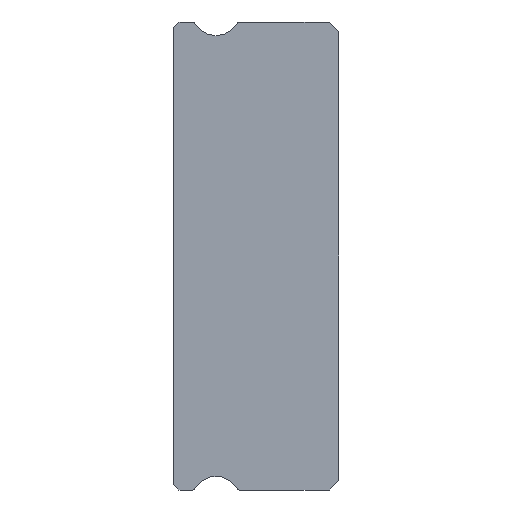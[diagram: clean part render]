
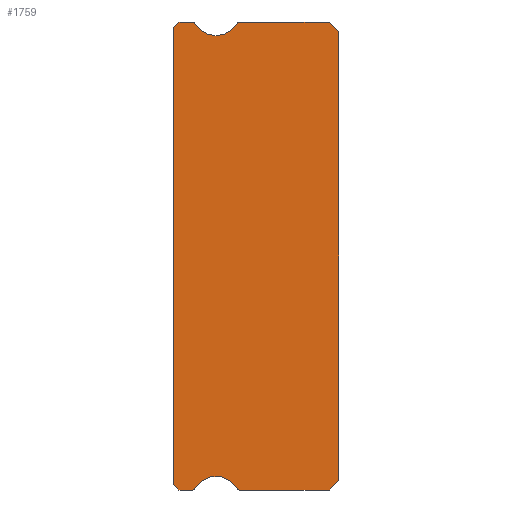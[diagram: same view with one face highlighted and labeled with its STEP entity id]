
A CAD part, left-side view. The second image highlights one B-rep face of the part: STEP entity #1759.
In plain terms, the highlighted planar face has unit normal (-1, 0, 0).
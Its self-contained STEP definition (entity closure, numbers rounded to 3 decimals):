
#52 = AXIS2_PLACEMENT_3D ( 'NONE', #4324, #950, #607 ) ;
#67 = CIRCLE ( 'NONE', #52, 1.25 ) ;
#153 = DIRECTION ( 'NONE',  ( 0., 0., -1. ) ) ;
#158 = EDGE_CURVE ( 'NONE', #2086, #540, #1580, .T. ) ;
#191 = CARTESIAN_POINT ( 'NONE',  ( -15., 0., -11.5 ) ) ;
#193 = EDGE_CURVE ( 'NONE', #540, #351, #1906, .T. ) ;
#197 = VECTOR ( 'NONE', #2987, 1000. ) ;
#212 = VERTEX_POINT ( 'NONE', #191 ) ;
#310 = VERTEX_POINT ( 'NONE', #791 ) ;
#337 = CARTESIAN_POINT ( 'NONE',  ( -15., 7.383, -11.925 ) ) ;
#351 = VERTEX_POINT ( 'NONE', #4472 ) ;
#386 = CARTESIAN_POINT ( 'NONE',  ( -15., 5.088, 11.85 ) ) ;
#401 = VERTEX_POINT ( 'NONE', #5983 ) ;
#427 = LINE ( 'NONE', #1897, #4494 ) ;
#437 = AXIS2_PLACEMENT_3D ( 'NONE', #4412, #2904, #2047 ) ;
#447 = VERTEX_POINT ( 'NONE', #6012 ) ;
#540 = VERTEX_POINT ( 'NONE', #1946 ) ;
#585 = CIRCLE ( 'NONE', #6056, 0.15 ) ;
#589 = DIRECTION ( 'NONE',  ( 0., 1., 0. ) ) ;
#607 = DIRECTION ( 'NONE',  ( 0., 0., -1. ) ) ;
#624 = DIRECTION ( 'NONE',  ( 1., 0., 0. ) ) ;
#633 = ORIENTED_EDGE ( 'NONE', *, *, #2691, .T. ) ;
#638 = CARTESIAN_POINT ( 'NONE',  ( -15., 0.5, 12. ) ) ;
#687 = CARTESIAN_POINT ( 'NONE',  ( -15., 7.512, -11.85 ) ) ;
#731 = ORIENTED_EDGE ( 'NONE', *, *, #1230, .F. ) ;
#791 = CARTESIAN_POINT ( 'NONE',  ( -15., 0.5, 12. ) ) ;
#842 = LINE ( 'NONE', #2229, #4858 ) ;
#869 = ORIENTED_EDGE ( 'NONE', *, *, #5496, .F. ) ;
#921 = DIRECTION ( 'NONE',  ( -1., 0., 0. ) ) ;
#935 = EDGE_CURVE ( 'NONE', #212, #401, #5753, .T. ) ;
#946 = ORIENTED_EDGE ( 'NONE', *, *, #4497, .F. ) ;
#950 = DIRECTION ( 'NONE',  ( -1., 0., 0. ) ) ;
#1007 = CARTESIAN_POINT ( 'NONE',  ( -15., 0., 11.5 ) ) ;
#1021 = DIRECTION ( 'NONE',  ( -1., 0., 0. ) ) ;
#1042 = ORIENTED_EDGE ( 'NONE', *, *, #3846, .F. ) ;
#1094 = LINE ( 'NONE', #2513, #5741 ) ;
#1230 = EDGE_CURVE ( 'NONE', #4889, #447, #585, .T. ) ;
#1240 = DIRECTION ( 'NONE',  ( 1., 0., 0. ) ) ;
#1333 = VERTEX_POINT ( 'NONE', #3727 ) ;
#1397 = CARTESIAN_POINT ( 'NONE',  ( -15., 8.2, -12. ) ) ;
#1399 = CIRCLE ( 'NONE', #1595, 1.25 ) ;
#1409 = EDGE_LOOP ( 'NONE', ( #5257, #1634, #3828, #2773, #1706, #6005, #5532, #2271, #4195, #869, #946, #731, #1042, #4663, #6063, #3090, #633 ) ) ;
#1422 = VECTOR ( 'NONE', #5717, 1000. ) ;
#1478 = PLANE ( 'NONE',  #5764 ) ;
#1488 = DIRECTION ( 'NONE',  ( 0., -1., 0. ) ) ;
#1511 = CARTESIAN_POINT ( 'NONE',  ( -15., 7.512, 11.85 ) ) ;
#1551 = CARTESIAN_POINT ( 'NONE',  ( -15., 7.512, -12. ) ) ;
#1580 = LINE ( 'NONE', #1551, #4466 ) ;
#1595 = AXIS2_PLACEMENT_3D ( 'NONE', #1874, #1021, #3783 ) ;
#1634 = ORIENTED_EDGE ( 'NONE', *, *, #3508, .T. ) ;
#1668 = VERTEX_POINT ( 'NONE', #5956 ) ;
#1706 = ORIENTED_EDGE ( 'NONE', *, *, #5362, .F. ) ;
#1735 = CARTESIAN_POINT ( 'NONE',  ( -15., 0.5, -12. ) ) ;
#1759 = ADVANCED_FACE ( 'NONE', ( #2443 ), #1478, .F. ) ;
#1839 = DIRECTION ( 'NONE',  ( 0., 0., 1. ) ) ;
#1874 = CARTESIAN_POINT ( 'NONE',  ( -15., 6.3, 12.55 ) ) ;
#1897 = CARTESIAN_POINT ( 'NONE',  ( -15., 8.5, 11.85 ) ) ;
#1906 = CIRCLE ( 'NONE', #437, 0.15 ) ;
#1938 = LINE ( 'NONE', #2403, #4188 ) ;
#1946 = CARTESIAN_POINT ( 'NONE',  ( -15., 5.088, -12. ) ) ;
#2047 = DIRECTION ( 'NONE',  ( 0., 0., -1. ) ) ;
#2086 = VERTEX_POINT ( 'NONE', #1735 ) ;
#2094 = VERTEX_POINT ( 'NONE', #337 ) ;
#2141 = VERTEX_POINT ( 'NONE', #3541 ) ;
#2216 = EDGE_CURVE ( 'NONE', #1333, #3296, #427, .T. ) ;
#2229 = CARTESIAN_POINT ( 'NONE',  ( -15., 0., -11.5 ) ) ;
#2271 = ORIENTED_EDGE ( 'NONE', *, *, #3745, .F. ) ;
#2293 = CIRCLE ( 'NONE', #5994, 0.15 ) ;
#2348 = DIRECTION ( 'NONE',  ( 1., 0., 0. ) ) ;
#2403 = CARTESIAN_POINT ( 'NONE',  ( -15., 8.2, 12. ) ) ;
#2420 = CARTESIAN_POINT ( 'NONE',  ( -15., 7.512, -12. ) ) ;
#2443 = FACE_OUTER_BOUND ( 'NONE', #1409, .T. ) ;
#2513 = CARTESIAN_POINT ( 'NONE',  ( -15., 8.5, 11.7 ) ) ;
#2691 = EDGE_CURVE ( 'NONE', #4531, #3296, #1094, .T. ) ;
#2720 = DIRECTION ( 'NONE',  ( 0., 0.707, -0.707 ) ) ;
#2773 = ORIENTED_EDGE ( 'NONE', *, *, #4652, .F. ) ;
#2867 = DIRECTION ( 'NONE',  ( 0., 0., -1. ) ) ;
#2904 = DIRECTION ( 'NONE',  ( 1., 0., 0. ) ) ;
#2978 = CARTESIAN_POINT ( 'NONE',  ( -15., 8.5, 11.7 ) ) ;
#2987 = DIRECTION ( 'NONE',  ( 0., -1., 0. ) ) ;
#3004 = VERTEX_POINT ( 'NONE', #5883 ) ;
#3090 = ORIENTED_EDGE ( 'NONE', *, *, #4843, .T. ) ;
#3251 = DIRECTION ( 'NONE',  ( 0., 0., -1. ) ) ;
#3296 = VERTEX_POINT ( 'NONE', #2978 ) ;
#3303 = CARTESIAN_POINT ( 'NONE',  ( -15., 7.512, -12. ) ) ;
#3381 = CARTESIAN_POINT ( 'NONE',  ( -15., 5.217, 11.925 ) ) ;
#3508 = EDGE_CURVE ( 'NONE', #1333, #3004, #4682, .T. ) ;
#3541 = CARTESIAN_POINT ( 'NONE',  ( -15., 6.3, 11.3 ) ) ;
#3567 = VERTEX_POINT ( 'NONE', #3303 ) ;
#3727 = CARTESIAN_POINT ( 'NONE',  ( -15., 8.5, -11.7 ) ) ;
#3745 = EDGE_CURVE ( 'NONE', #212, #2086, #842, .T. ) ;
#3783 = DIRECTION ( 'NONE',  ( 0., 0., -1. ) ) ;
#3791 = VECTOR ( 'NONE', #4418, 1000. ) ;
#3819 = CARTESIAN_POINT ( 'NONE',  ( -15., 8.2, 12. ) ) ;
#3828 = ORIENTED_EDGE ( 'NONE', *, *, #5687, .T. ) ;
#3846 = EDGE_CURVE ( 'NONE', #2141, #4889, #1399, .T. ) ;
#3868 = AXIS2_PLACEMENT_3D ( 'NONE', #5963, #624, #153 ) ;
#3985 = CIRCLE ( 'NONE', #6025, 1.25 ) ;
#4020 = LINE ( 'NONE', #638, #3791 ) ;
#4188 = VECTOR ( 'NONE', #589, 1000. ) ;
#4195 = ORIENTED_EDGE ( 'NONE', *, *, #935, .T. ) ;
#4290 = LINE ( 'NONE', #2420, #5172 ) ;
#4324 = CARTESIAN_POINT ( 'NONE',  ( -15., 6.3, -12.55 ) ) ;
#4361 = CIRCLE ( 'NONE', #3868, 0.15 ) ;
#4379 = DIRECTION ( 'NONE',  ( 0., 0.707, -0.707 ) ) ;
#4412 = CARTESIAN_POINT ( 'NONE',  ( -15., 5.088, -11.85 ) ) ;
#4414 = EDGE_CURVE ( 'NONE', #4522, #1668, #4361, .T. ) ;
#4418 = DIRECTION ( 'NONE',  ( 0., -0.707, -0.707 ) ) ;
#4466 = VECTOR ( 'NONE', #4877, 1000. ) ;
#4472 = CARTESIAN_POINT ( 'NONE',  ( -15., 5.217, -11.925 ) ) ;
#4494 = VECTOR ( 'NONE', #1839, 1000. ) ;
#4497 = EDGE_CURVE ( 'NONE', #447, #310, #4840, .T. ) ;
#4522 = VERTEX_POINT ( 'NONE', #5800 ) ;
#4531 = VERTEX_POINT ( 'NONE', #3819 ) ;
#4571 = DIRECTION ( 'NONE',  ( 0., 0., -1. ) ) ;
#4652 = EDGE_CURVE ( 'NONE', #2094, #3567, #2293, .T. ) ;
#4663 = ORIENTED_EDGE ( 'NONE', *, *, #5178, .F. ) ;
#4682 = LINE ( 'NONE', #1397, #4976 ) ;
#4807 = CARTESIAN_POINT ( 'NONE',  ( -15., 7.512, 12. ) ) ;
#4840 = LINE ( 'NONE', #4807, #197 ) ;
#4843 = EDGE_CURVE ( 'NONE', #4522, #4531, #1938, .T. ) ;
#4858 = VECTOR ( 'NONE', #2720, 1000. ) ;
#4877 = DIRECTION ( 'NONE',  ( 0., 1., 0. ) ) ;
#4889 = VERTEX_POINT ( 'NONE', #3381 ) ;
#4902 = DIRECTION ( 'NONE',  ( 0., 0., -1. ) ) ;
#4976 = VECTOR ( 'NONE', #5655, 1000. ) ;
#5131 = CARTESIAN_POINT ( 'NONE',  ( -15., 6.3, 12.55 ) ) ;
#5172 = VECTOR ( 'NONE', #1488, 1000. ) ;
#5178 = EDGE_CURVE ( 'NONE', #1668, #2141, #3985, .T. ) ;
#5257 = ORIENTED_EDGE ( 'NONE', *, *, #2216, .F. ) ;
#5362 = EDGE_CURVE ( 'NONE', #351, #2094, #67, .T. ) ;
#5490 = DIRECTION ( 'NONE',  ( 1., 0., 0. ) ) ;
#5496 = EDGE_CURVE ( 'NONE', #310, #401, #4020, .T. ) ;
#5532 = ORIENTED_EDGE ( 'NONE', *, *, #158, .F. ) ;
#5655 = DIRECTION ( 'NONE',  ( 0., -0.707, -0.707 ) ) ;
#5687 = EDGE_CURVE ( 'NONE', #3004, #3567, #4290, .T. ) ;
#5717 = DIRECTION ( 'NONE',  ( 0., 0., 1. ) ) ;
#5741 = VECTOR ( 'NONE', #4379, 1000. ) ;
#5753 = LINE ( 'NONE', #1007, #1422 ) ;
#5764 = AXIS2_PLACEMENT_3D ( 'NONE', #1511, #2348, #2867 ) ;
#5800 = CARTESIAN_POINT ( 'NONE',  ( -15., 7.512, 12. ) ) ;
#5883 = CARTESIAN_POINT ( 'NONE',  ( -15., 8.2, -12. ) ) ;
#5956 = CARTESIAN_POINT ( 'NONE',  ( -15., 7.383, 11.925 ) ) ;
#5963 = CARTESIAN_POINT ( 'NONE',  ( -15., 7.512, 11.85 ) ) ;
#5983 = CARTESIAN_POINT ( 'NONE',  ( -15., 0., 11.5 ) ) ;
#5994 = AXIS2_PLACEMENT_3D ( 'NONE', #687, #1240, #4902 ) ;
#6005 = ORIENTED_EDGE ( 'NONE', *, *, #193, .F. ) ;
#6012 = CARTESIAN_POINT ( 'NONE',  ( -15., 5.088, 12. ) ) ;
#6025 = AXIS2_PLACEMENT_3D ( 'NONE', #5131, #921, #3251 ) ;
#6056 = AXIS2_PLACEMENT_3D ( 'NONE', #386, #5490, #4571 ) ;
#6063 = ORIENTED_EDGE ( 'NONE', *, *, #4414, .F. ) ;
